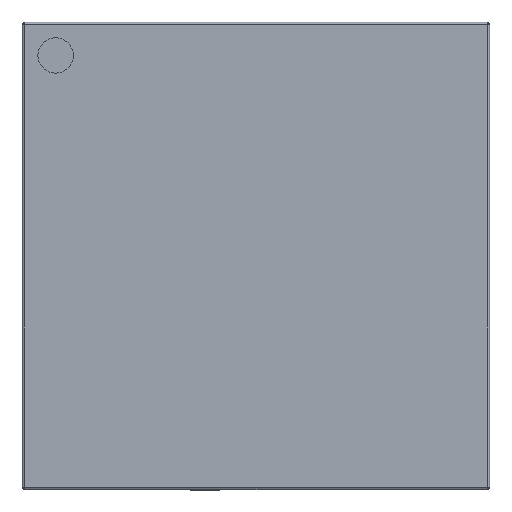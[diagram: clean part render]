
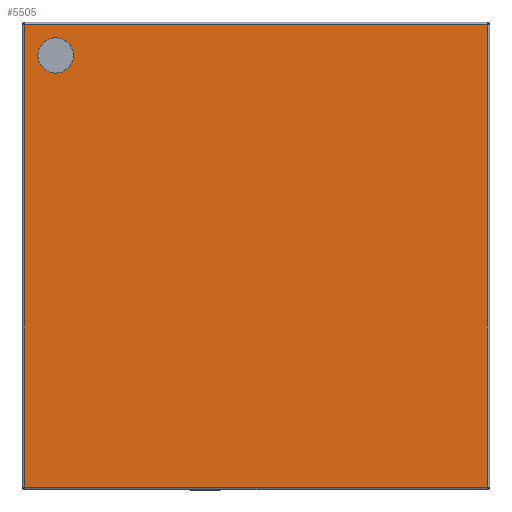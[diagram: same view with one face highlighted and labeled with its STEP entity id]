
A CAD part, top view. The second image highlights one B-rep face of the part: STEP entity #5505.
In plain terms, the highlighted planar face has unit normal (0, 0, 1).
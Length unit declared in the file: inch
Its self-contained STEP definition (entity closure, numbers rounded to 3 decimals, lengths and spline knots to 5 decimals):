
#310 = LINE ( 'NONE', #3390, #801 ) ;
#336 = DIRECTION ( 'NONE',  ( 1., 0., 0. ) ) ;
#372 = CARTESIAN_POINT ( 'NONE',  ( -0.06496, -0.06437, 0.03268 ) ) ;
#575 = AXIS2_PLACEMENT_3D ( 'NONE', #4030, #3424, #336 ) ;
#595 = EDGE_CURVE ( 'NONE', #5538, #3301, #7023, .T. ) ;
#801 = VECTOR ( 'NONE', #5869, 39.37008 ) ;
#1015 = CARTESIAN_POINT ( 'NONE',  ( 0.06437, 0., 0.03268 ) ) ;
#1053 = DIRECTION ( 'NONE',  ( 0., 1., 0. ) ) ;
#1444 = VERTEX_POINT ( 'NONE', #2104 ) ;
#2059 = DIRECTION ( 'NONE',  ( 1., 0., 0. ) ) ;
#2096 = VECTOR ( 'NONE', #1053, 39.37008 ) ;
#2104 = CARTESIAN_POINT ( 'NONE',  ( -0.06437, -0.06437, 0.03268 ) ) ;
#2177 = PLANE ( 'NONE',  #575 ) ;
#2221 = ORIENTED_EDGE ( 'NONE', *, *, #2336, .T. ) ;
#2336 = EDGE_CURVE ( 'NONE', #4160, #1444, #6762, .T. ) ;
#2347 = CARTESIAN_POINT ( 'NONE',  ( -0.06437, 0.06437, 0.03268 ) ) ;
#2663 = CARTESIAN_POINT ( 'NONE',  ( 0.06437, 0.06437, 0.03268 ) ) ;
#2670 = FACE_OUTER_BOUND ( 'NONE', #3505, .T. ) ;
#3282 = VECTOR ( 'NONE', #2059, 39.37008 ) ;
#3301 = VERTEX_POINT ( 'NONE', #2663 ) ;
#3390 = CARTESIAN_POINT ( 'NONE',  ( -0.06496, 0.06437, 0.03268 ) ) ;
#3424 = DIRECTION ( 'NONE',  ( 0., 0., 1. ) ) ;
#3505 = EDGE_LOOP ( 'NONE', ( #2221, #5647, #5800, #3697 ) ) ;
#3633 = EDGE_CURVE ( 'NONE', #3301, #4160, #310, .T. ) ;
#3697 = ORIENTED_EDGE ( 'NONE', *, *, #3633, .T. ) ;
#3968 = LINE ( 'NONE', #372, #3282 ) ;
#4030 = CARTESIAN_POINT ( 'NONE',  ( -0.06496, 0., 0.03268 ) ) ;
#4063 = EDGE_CURVE ( 'NONE', #1444, #5538, #3968, .T. ) ;
#4160 = VERTEX_POINT ( 'NONE', #2347 ) ;
#4382 = DIRECTION ( 'NONE',  ( 0., -1., 0. ) ) ;
#5318 = CARTESIAN_POINT ( 'NONE',  ( 0.06437, -0.06437, 0.03268 ) ) ;
#5505 = ADVANCED_FACE ( 'NONE', ( #2670 ), #2177, .T. ) ;
#5538 = VERTEX_POINT ( 'NONE', #5318 ) ;
#5647 = ORIENTED_EDGE ( 'NONE', *, *, #4063, .T. ) ;
#5800 = ORIENTED_EDGE ( 'NONE', *, *, #595, .T. ) ;
#5869 = DIRECTION ( 'NONE',  ( -1., 0., 0. ) ) ;
#6443 = VECTOR ( 'NONE', #4382, 39.37008 ) ;
#6762 = LINE ( 'NONE', #6875, #6443 ) ;
#6875 = CARTESIAN_POINT ( 'NONE',  ( -0.06437, 0., 0.03268 ) ) ;
#7023 = LINE ( 'NONE', #1015, #2096 ) ;
